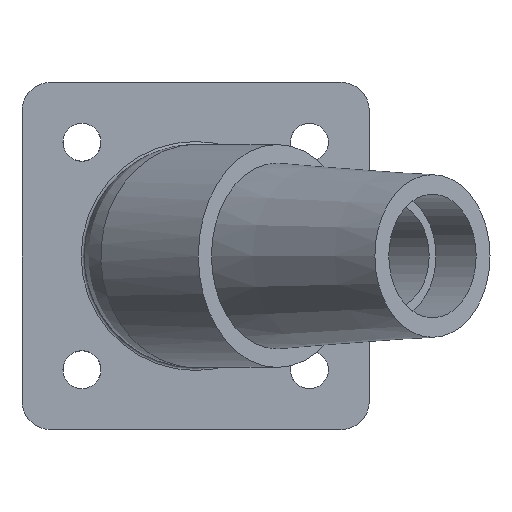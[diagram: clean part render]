
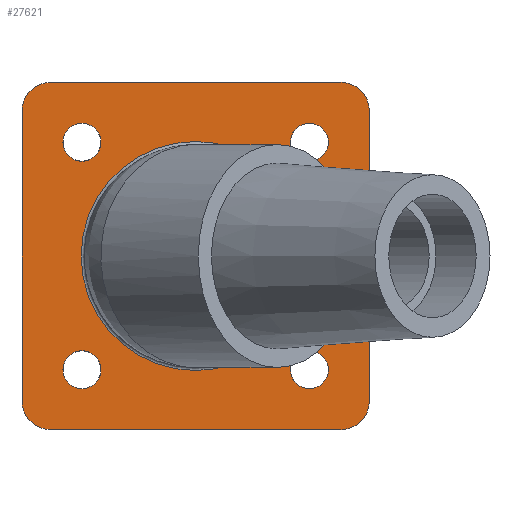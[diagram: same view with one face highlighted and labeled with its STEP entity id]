
A CAD part, left-side view. The second image highlights one B-rep face of the part: STEP entity #27621.
In plain terms, the highlighted planar face has unit normal (-1, 0, 0).
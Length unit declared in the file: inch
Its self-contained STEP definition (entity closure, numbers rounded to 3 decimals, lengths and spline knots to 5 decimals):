
#196 = ORIENTED_EDGE ( 'NONE', *, *, #13360, .T. ) ;
#308 = CIRCLE ( 'NONE', #18379, 0.125 ) ;
#1120 = EDGE_LOOP ( 'NONE', ( #66430 ) ) ;
#1509 = ORIENTED_EDGE ( 'NONE', *, *, #80094, .T. ) ;
#1713 = VECTOR ( 'NONE', #10660, 39.37008 ) ;
#2115 = EDGE_CURVE ( 'NONE', #39776, #44785, #5887, .T. ) ;
#2436 = CARTESIAN_POINT ( 'NONE',  ( 1.05219, 0.63262, 3.17051 ) ) ;
#2682 = CARTESIAN_POINT ( 'NONE',  ( 1.05219, 1.02762, 1.27551 ) ) ;
#2800 = CARTESIAN_POINT ( 'NONE',  ( 1.05219, 2.92262, 3.17051 ) ) ;
#2961 = DIRECTION ( 'NONE',  ( 1., 0., 0. ) ) ;
#3087 = CARTESIAN_POINT ( 'NONE',  ( 1.05219, 0.63262, 3.17051 ) ) ;
#3585 = ORIENTED_EDGE ( 'NONE', *, *, #15940, .T. ) ;
#3670 = AXIS2_PLACEMENT_3D ( 'NONE', #24415, #49742, #79156 ) ;
#5887 = CIRCLE ( 'NONE', #67911, 0.188 ) ;
#7285 = AXIS2_PLACEMENT_3D ( 'NONE', #2682, #2961, #46968 ) ;
#7675 = DIRECTION ( 'NONE',  ( 0., 0., -1. ) ) ;
#8779 = VERTEX_POINT ( 'NONE', #66607 ) ;
#10456 = ORIENTED_EDGE ( 'NONE', *, *, #60959, .T. ) ;
#10660 = DIRECTION ( 'NONE',  ( 0., 0., -1. ) ) ;
#10750 = DIRECTION ( 'NONE',  ( 1., 0., 0. ) ) ;
#11514 = FACE_BOUND ( 'NONE', #29615, .T. ) ;
#11760 = EDGE_CURVE ( 'NONE', #31343, #31343, #36325, .T. ) ;
#12227 = EDGE_LOOP ( 'NONE', ( #10456, #1509, #48980, #66104, #13613, #3585, #196, #38245 ) ) ;
#12432 = CARTESIAN_POINT ( 'NONE',  ( 1.05219, 1.02762, 2.65051 ) ) ;
#12597 = EDGE_CURVE ( 'NONE', #42801, #26167, #22369, .T. ) ;
#13360 = EDGE_CURVE ( 'NONE', #8779, #39776, #57693, .T. ) ;
#13403 = CARTESIAN_POINT ( 'NONE',  ( 1.05219, 2.73462, 3.17051 ) ) ;
#13613 = ORIENTED_EDGE ( 'NONE', *, *, #12597, .F. ) ;
#13933 = CARTESIAN_POINT ( 'NONE',  ( 1.05219, 0.63262, 2.98251 ) ) ;
#14251 = EDGE_CURVE ( 'NONE', #80492, #80492, #308, .T. ) ;
#15477 = FACE_BOUND ( 'NONE', #41724, .T. ) ;
#15940 = EDGE_CURVE ( 'NONE', #42801, #8779, #70360, .T. ) ;
#16628 = EDGE_CURVE ( 'NONE', #51010, #51010, #28255, .T. ) ;
#16754 = VECTOR ( 'NONE', #57357, 39.37008 ) ;
#17781 = DIRECTION ( 'NONE',  ( -1., 0., 0. ) ) ;
#18092 = DIRECTION ( 'NONE',  ( -1., 0., 0. ) ) ;
#18379 = AXIS2_PLACEMENT_3D ( 'NONE', #65364, #77753, #46652 ) ;
#18802 = EDGE_LOOP ( 'NONE', ( #52639 ) ) ;
#19822 = LINE ( 'NONE', #50174, #16754 ) ;
#20198 = CIRCLE ( 'NONE', #77732, 0.188 ) ;
#20437 = CARTESIAN_POINT ( 'NONE',  ( 1.05219, 0.82062, 0.88051 ) ) ;
#21422 = VECTOR ( 'NONE', #65975, 39.37008 ) ;
#22304 = DIRECTION ( 'NONE',  ( 0., 0., -1. ) ) ;
#22369 = LINE ( 'NONE', #2436, #21422 ) ;
#22773 = PLANE ( 'NONE',  #3670 ) ;
#23305 = CARTESIAN_POINT ( 'NONE',  ( 1.05219, 0.82062, 1.06851 ) ) ;
#24415 = CARTESIAN_POINT ( 'NONE',  ( 1.05219, 0.63262, 3.17051 ) ) ;
#26167 = VERTEX_POINT ( 'NONE', #38615 ) ;
#26922 = AXIS2_PLACEMENT_3D ( 'NONE', #38129, #44450, #70568 ) ;
#27621 = ADVANCED_FACE ( 'NONE', ( #61848, #36225, #15477, #11514, #76545, #80505 ), #22773, .F. ) ;
#28255 = CIRCLE ( 'NONE', #26922, 0.125 ) ;
#29615 = EDGE_LOOP ( 'NONE', ( #79149 ) ) ;
#29776 = DIRECTION ( 'NONE',  ( 0., 0., -1. ) ) ;
#31343 = VERTEX_POINT ( 'NONE', #38356 ) ;
#32338 = DIRECTION ( 'NONE',  ( -1., 0., 0. ) ) ;
#35871 = EDGE_CURVE ( 'NONE', #57889, #57889, #41378, .T. ) ;
#36225 = FACE_BOUND ( 'NONE', #18802, .T. ) ;
#36325 = CIRCLE ( 'NONE', #7285, 0.125 ) ;
#38129 = CARTESIAN_POINT ( 'NONE',  ( 1.05219, 1.02762, 2.77551 ) ) ;
#38245 = ORIENTED_EDGE ( 'NONE', *, *, #2115, .T. ) ;
#38356 = CARTESIAN_POINT ( 'NONE',  ( 1.05219, 1.02762, 1.15051 ) ) ;
#38615 = CARTESIAN_POINT ( 'NONE',  ( 1.05219, 0.82062, 3.17051 ) ) ;
#38621 = CARTESIAN_POINT ( 'NONE',  ( 1.05219, 2.52762, 2.65051 ) ) ;
#39776 = VERTEX_POINT ( 'NONE', #54855 ) ;
#41378 = CIRCLE ( 'NONE', #46243, 0.125 ) ;
#41724 = EDGE_LOOP ( 'NONE', ( #73344 ) ) ;
#42166 = VERTEX_POINT ( 'NONE', #50754 ) ;
#42801 = VERTEX_POINT ( 'NONE', #13403 ) ;
#42860 = VECTOR ( 'NONE', #59510, 39.37008 ) ;
#44450 = DIRECTION ( 'NONE',  ( 1., 0., 0. ) ) ;
#44785 = VERTEX_POINT ( 'NONE', #77685 ) ;
#46243 = AXIS2_PLACEMENT_3D ( 'NONE', #47615, #72110, #22304 ) ;
#46652 = DIRECTION ( 'NONE',  ( 0., 0., -1. ) ) ;
#46968 = DIRECTION ( 'NONE',  ( 0., 0., -1. ) ) ;
#47615 = CARTESIAN_POINT ( 'NONE',  ( 1.05219, 2.52762, 1.27551 ) ) ;
#48980 = ORIENTED_EDGE ( 'NONE', *, *, #53489, .F. ) ;
#49231 = VERTEX_POINT ( 'NONE', #13933 ) ;
#49742 = DIRECTION ( 'NONE',  ( 1., 0., 0. ) ) ;
#49757 = DIRECTION ( 'NONE',  ( 0., 0., -1. ) ) ;
#50174 = CARTESIAN_POINT ( 'NONE',  ( 1.05219, 0.63262, 0.88051 ) ) ;
#50754 = CARTESIAN_POINT ( 'NONE',  ( 1.05219, 0.63262, 1.06851 ) ) ;
#51010 = VERTEX_POINT ( 'NONE', #12432 ) ;
#52624 = AXIS2_PLACEMENT_3D ( 'NONE', #64108, #64906, #7675 ) ;
#52639 = ORIENTED_EDGE ( 'NONE', *, *, #11760, .T. ) ;
#53489 = EDGE_CURVE ( 'NONE', #49231, #42166, #70644, .T. ) ;
#54855 = CARTESIAN_POINT ( 'NONE',  ( 1.05219, 2.92262, 1.06851 ) ) ;
#55404 = CARTESIAN_POINT ( 'NONE',  ( 1.05219, 1.77762, 2.02551 ) ) ;
#55848 = CARTESIAN_POINT ( 'NONE',  ( 1.05219, 2.73462, 1.06851 ) ) ;
#57357 = DIRECTION ( 'NONE',  ( 0., -1., 0. ) ) ;
#57693 = LINE ( 'NONE', #2800, #42860 ) ;
#57714 = CIRCLE ( 'NONE', #52624, 0.188 ) ;
#57889 = VERTEX_POINT ( 'NONE', #75498 ) ;
#59510 = DIRECTION ( 'NONE',  ( 0., 0., -1. ) ) ;
#60959 = EDGE_CURVE ( 'NONE', #44785, #61132, #19822, .T. ) ;
#61132 = VERTEX_POINT ( 'NONE', #20437 ) ;
#61835 = VERTEX_POINT ( 'NONE', #75776 ) ;
#61848 = FACE_BOUND ( 'NONE', #1120, .T. ) ;
#62768 = AXIS2_PLACEMENT_3D ( 'NONE', #70548, #32338, #77132 ) ;
#63500 = EDGE_CURVE ( 'NONE', #61835, #61835, #70470, .T. ) ;
#64108 = CARTESIAN_POINT ( 'NONE',  ( 1.05219, 0.82062, 2.98251 ) ) ;
#64906 = DIRECTION ( 'NONE',  ( -1., 0., 0. ) ) ;
#65364 = CARTESIAN_POINT ( 'NONE',  ( 1.05219, 2.52762, 2.77551 ) ) ;
#65975 = DIRECTION ( 'NONE',  ( 0., -1., 0. ) ) ;
#66104 = ORIENTED_EDGE ( 'NONE', *, *, #70271, .T. ) ;
#66430 = ORIENTED_EDGE ( 'NONE', *, *, #63500, .T. ) ;
#66607 = CARTESIAN_POINT ( 'NONE',  ( 1.05219, 2.92262, 2.98251 ) ) ;
#67911 = AXIS2_PLACEMENT_3D ( 'NONE', #55848, #18092, #49757 ) ;
#70271 = EDGE_CURVE ( 'NONE', #49231, #26167, #57714, .T. ) ;
#70360 = CIRCLE ( 'NONE', #62768, 0.188 ) ;
#70470 = CIRCLE ( 'NONE', #74375, 0.755 ) ;
#70548 = CARTESIAN_POINT ( 'NONE',  ( 1.05219, 2.73462, 2.98251 ) ) ;
#70568 = DIRECTION ( 'NONE',  ( 0., 0., -1. ) ) ;
#70644 = LINE ( 'NONE', #3087, #1713 ) ;
#72110 = DIRECTION ( 'NONE',  ( 1., 0., 0. ) ) ;
#73344 = ORIENTED_EDGE ( 'NONE', *, *, #16628, .T. ) ;
#73630 = ORIENTED_EDGE ( 'NONE', *, *, #14251, .T. ) ;
#73683 = DIRECTION ( 'NONE',  ( 0., 0., -1. ) ) ;
#74375 = AXIS2_PLACEMENT_3D ( 'NONE', #55404, #10750, #29776 ) ;
#75498 = CARTESIAN_POINT ( 'NONE',  ( 1.05219, 2.52762, 1.15051 ) ) ;
#75776 = CARTESIAN_POINT ( 'NONE',  ( 1.05219, 1.77762, 1.27051 ) ) ;
#76545 = FACE_BOUND ( 'NONE', #80965, .T. ) ;
#77132 = DIRECTION ( 'NONE',  ( 0., 0., -1. ) ) ;
#77685 = CARTESIAN_POINT ( 'NONE',  ( 1.05219, 2.73462, 0.88051 ) ) ;
#77732 = AXIS2_PLACEMENT_3D ( 'NONE', #23305, #17781, #73683 ) ;
#77753 = DIRECTION ( 'NONE',  ( 1., 0., 0. ) ) ;
#79149 = ORIENTED_EDGE ( 'NONE', *, *, #35871, .T. ) ;
#79156 = DIRECTION ( 'NONE',  ( 0., 0., -1. ) ) ;
#80094 = EDGE_CURVE ( 'NONE', #61132, #42166, #20198, .T. ) ;
#80492 = VERTEX_POINT ( 'NONE', #38621 ) ;
#80505 = FACE_OUTER_BOUND ( 'NONE', #12227, .T. ) ;
#80965 = EDGE_LOOP ( 'NONE', ( #73630 ) ) ;
